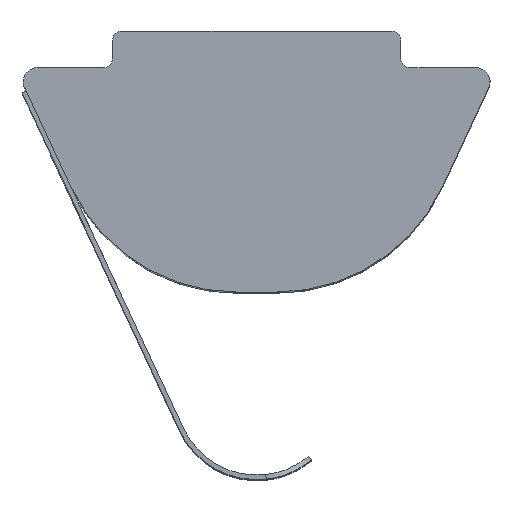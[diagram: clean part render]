
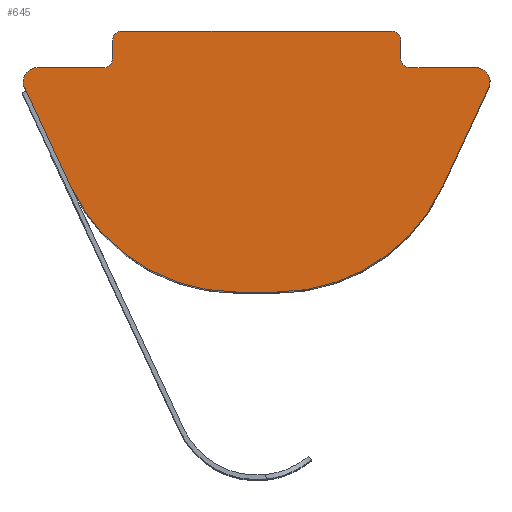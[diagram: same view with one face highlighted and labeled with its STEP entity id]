
A CAD part, top view. The second image highlights one B-rep face of the part: STEP entity #645.
In plain terms, the highlighted planar face has unit normal (0, 0, 1).
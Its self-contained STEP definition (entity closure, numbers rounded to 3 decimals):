
#7 = CARTESIAN_POINT ( 'NONE',  ( -3.15, -0.2, 8. ) ) ;
#9 = ORIENTED_EDGE ( 'NONE', *, *, #1462, .T. ) ;
#10 = CARTESIAN_POINT ( 'NONE',  ( -3.35, -0.8, 8. ) ) ;
#16 = CARTESIAN_POINT ( 'NONE',  ( 2.95, 0., 8. ) ) ;
#21 = DIRECTION ( 'NONE',  ( 1., 0., 0. ) ) ;
#34 = LINE ( 'NONE', #720, #942 ) ;
#35 = VERTEX_POINT ( 'NONE', #728 ) ;
#36 = LINE ( 'NONE', #617, #648 ) ;
#48 = CARTESIAN_POINT ( 'NONE',  ( 5.072, -1.227, 8. ) ) ;
#62 = CARTESIAN_POINT ( 'NONE',  ( -4.063, -3.39, 8. ) ) ;
#71 = EDGE_CURVE ( 'NONE', #79, #350, #34, .T. ) ;
#79 = VERTEX_POINT ( 'NONE', #381 ) ;
#86 = ORIENTED_EDGE ( 'NONE', *, *, #314, .T. ) ;
#93 = DIRECTION ( 'NONE',  ( 0., 0., 1. ) ) ;
#102 = DIRECTION ( 'NONE',  ( 1., 0., 0. ) ) ;
#105 = AXIS2_PLACEMENT_3D ( 'NONE', #905, #1392, #102 ) ;
#109 = CARTESIAN_POINT ( 'NONE',  ( -3.15, -0.6, 8. ) ) ;
#126 = ORIENTED_EDGE ( 'NONE', *, *, #699, .T. ) ;
#130 = DIRECTION ( 'NONE',  ( 0., 0., 1. ) ) ;
#137 = CIRCLE ( 'NONE', #1193, 0.2 ) ;
#175 = EDGE_CURVE ( 'NONE', #1037, #1369, #463, .T. ) ;
#176 = CARTESIAN_POINT ( 'NONE',  ( 3.15, -0.8, 8. ) ) ;
#196 = CARTESIAN_POINT ( 'NONE',  ( -5.072, -1.227, 8. ) ) ;
#202 = EDGE_CURVE ( 'NONE', #1094, #263, #759, .T. ) ;
#215 = CARTESIAN_POINT ( 'NONE',  ( 4.8, -1.1, 8. ) ) ;
#220 = DIRECTION ( 'NONE',  ( 1., 0., 0. ) ) ;
#225 = CARTESIAN_POINT ( 'NONE',  ( -0.438, -5.7, 8. ) ) ;
#231 = ORIENTED_EDGE ( 'NONE', *, *, #1377, .T. ) ;
#246 = ORIENTED_EDGE ( 'NONE', *, *, #515, .T. ) ;
#263 = VERTEX_POINT ( 'NONE', #684 ) ;
#278 = ORIENTED_EDGE ( 'NONE', *, *, #202, .T. ) ;
#283 = AXIS2_PLACEMENT_3D ( 'NONE', #1429, #844, #1397 ) ;
#291 = CARTESIAN_POINT ( 'NONE',  ( -5.072, -1.227, 8. ) ) ;
#295 = VERTEX_POINT ( 'NONE', #943 ) ;
#297 = CIRCLE ( 'NONE', #682, 0.2 ) ;
#306 = VECTOR ( 'NONE', #1034, 1000. ) ;
#314 = EDGE_CURVE ( 'NONE', #474, #1037, #1444, .T. ) ;
#325 = FACE_OUTER_BOUND ( 'NONE', #1323, .T. ) ;
#337 = ORIENTED_EDGE ( 'NONE', *, *, #1361, .T. ) ;
#350 = VERTEX_POINT ( 'NONE', #368 ) ;
#351 = DIRECTION ( 'NONE',  ( -1., 0., 0. ) ) ;
#368 = CARTESIAN_POINT ( 'NONE',  ( 3.15, -0.2, 8. ) ) ;
#380 = EDGE_CURVE ( 'NONE', #263, #79, #297, .T. ) ;
#381 = CARTESIAN_POINT ( 'NONE',  ( 3.15, -0.6, 8. ) ) ;
#399 = CARTESIAN_POINT ( 'NONE',  ( 3.35, -0.6, 8. ) ) ;
#415 = AXIS2_PLACEMENT_3D ( 'NONE', #925, #1280, #1521 ) ;
#426 = DIRECTION ( 'NONE',  ( 0., 0., 1. ) ) ;
#428 = PLANE ( 'NONE',  #105 ) ;
#431 = CIRCLE ( 'NONE', #681, 0.2 ) ;
#463 = CIRCLE ( 'NONE', #587, 4. ) ;
#474 = VERTEX_POINT ( 'NONE', #225 ) ;
#514 = VERTEX_POINT ( 'NONE', #697 ) ;
#515 = EDGE_CURVE ( 'NONE', #776, #514, #1172, .T. ) ;
#528 = CIRCLE ( 'NONE', #415, 0.3 ) ;
#541 = VERTEX_POINT ( 'NONE', #10 ) ;
#553 = CARTESIAN_POINT ( 'NONE',  ( -3.15, -0.8, 8. ) ) ;
#555 = CARTESIAN_POINT ( 'NONE',  ( -0.438, -1.7, 8. ) ) ;
#587 = AXIS2_PLACEMENT_3D ( 'NONE', #1111, #426, #1220 ) ;
#605 = DIRECTION ( 'NONE',  ( 0.423, -0.906, 0. ) ) ;
#617 = CARTESIAN_POINT ( 'NONE',  ( -3.15, 0., 8. ) ) ;
#618 = AXIS2_PLACEMENT_3D ( 'NONE', #1512, #1158, #827 ) ;
#629 = VECTOR ( 'NONE', #351, 1000. ) ;
#630 = EDGE_CURVE ( 'NONE', #295, #1094, #638, .T. ) ;
#638 = CIRCLE ( 'NONE', #913, 0.3 ) ;
#645 = ADVANCED_FACE ( 'NONE', ( #325 ), #428, .T. ) ;
#648 = VECTOR ( 'NONE', #956, 1000. ) ;
#649 = LINE ( 'NONE', #553, #306 ) ;
#677 = DIRECTION ( 'NONE',  ( -1., 0., 0. ) ) ;
#681 = AXIS2_PLACEMENT_3D ( 'NONE', #856, #863, #985 ) ;
#682 = AXIS2_PLACEMENT_3D ( 'NONE', #399, #1209, #21 ) ;
#684 = CARTESIAN_POINT ( 'NONE',  ( 3.35, -0.8, 8. ) ) ;
#689 = ORIENTED_EDGE ( 'NONE', *, *, #1197, .T. ) ;
#694 = VECTOR ( 'NONE', #605, 1000. ) ;
#697 = CARTESIAN_POINT ( 'NONE',  ( -2.95, 0., 8. ) ) ;
#699 = EDGE_CURVE ( 'NONE', #950, #474, #1358, .T. ) ;
#704 = VERTEX_POINT ( 'NONE', #109 ) ;
#720 = CARTESIAN_POINT ( 'NONE',  ( 3.15, 0., 8. ) ) ;
#722 = ORIENTED_EDGE ( 'NONE', *, *, #175, .T. ) ;
#726 = DIRECTION ( 'NONE',  ( 0.423, 0.906, 0. ) ) ;
#728 = CARTESIAN_POINT ( 'NONE',  ( -4.8, -0.8, 8. ) ) ;
#732 = LINE ( 'NONE', #291, #694 ) ;
#735 = EDGE_CURVE ( 'NONE', #35, #775, #528, .T. ) ;
#745 = CIRCLE ( 'NONE', #618, 0.2 ) ;
#756 = CARTESIAN_POINT ( 'NONE',  ( 4.063, -3.39, 8. ) ) ;
#759 = LINE ( 'NONE', #176, #1436 ) ;
#775 = VERTEX_POINT ( 'NONE', #1288 ) ;
#776 = VERTEX_POINT ( 'NONE', #16 ) ;
#784 = CARTESIAN_POINT ( 'NONE',  ( 4.8, -0.8, 8. ) ) ;
#787 = ORIENTED_EDGE ( 'NONE', *, *, #630, .T. ) ;
#799 = DIRECTION ( 'NONE',  ( 0., 0., 1. ) ) ;
#825 = CARTESIAN_POINT ( 'NONE',  ( 3.15, 0., 8. ) ) ;
#827 = DIRECTION ( 'NONE',  ( 1., 0., 0. ) ) ;
#843 = DIRECTION ( 'NONE',  ( 1., 0., 0. ) ) ;
#844 = DIRECTION ( 'NONE',  ( 0., 0., 1. ) ) ;
#856 = CARTESIAN_POINT ( 'NONE',  ( -3.35, -0.6, 8. ) ) ;
#863 = DIRECTION ( 'NONE',  ( 0., 0., -1. ) ) ;
#894 = CARTESIAN_POINT ( 'NONE',  ( 0.438, -5.7, 8. ) ) ;
#905 = CARTESIAN_POINT ( 'NONE',  ( -4.8, -1.1, 8. ) ) ;
#913 = AXIS2_PLACEMENT_3D ( 'NONE', #215, #799, #677 ) ;
#925 = CARTESIAN_POINT ( 'NONE',  ( -4.8, -1.1, 8. ) ) ;
#942 = VECTOR ( 'NONE', #1213, 1000. ) ;
#943 = CARTESIAN_POINT ( 'NONE',  ( 5.072, -1.227, 8. ) ) ;
#950 = VERTEX_POINT ( 'NONE', #62 ) ;
#956 = DIRECTION ( 'NONE',  ( 0., -1., 0. ) ) ;
#980 = ORIENTED_EDGE ( 'NONE', *, *, #1251, .T. ) ;
#985 = DIRECTION ( 'NONE',  ( 1., 0., 0. ) ) ;
#996 = EDGE_CURVE ( 'NONE', #704, #541, #431, .T. ) ;
#1028 = DIRECTION ( 'NONE',  ( -1., 0., 0. ) ) ;
#1033 = AXIS2_PLACEMENT_3D ( 'NONE', #555, #93, #1028 ) ;
#1034 = DIRECTION ( 'NONE',  ( -1., 0., 0. ) ) ;
#1037 = VERTEX_POINT ( 'NONE', #894 ) ;
#1094 = VERTEX_POINT ( 'NONE', #784 ) ;
#1111 = CARTESIAN_POINT ( 'NONE',  ( 0.438, -1.7, 8. ) ) ;
#1116 = DIRECTION ( 'NONE',  ( -1., 0., 0. ) ) ;
#1122 = CIRCLE ( 'NONE', #283, 0.3 ) ;
#1139 = VERTEX_POINT ( 'NONE', #196 ) ;
#1155 = EDGE_CURVE ( 'NONE', #541, #35, #649, .T. ) ;
#1158 = DIRECTION ( 'NONE',  ( 0., 0., 1. ) ) ;
#1172 = LINE ( 'NONE', #825, #629 ) ;
#1185 = ORIENTED_EDGE ( 'NONE', *, *, #996, .T. ) ;
#1193 = AXIS2_PLACEMENT_3D ( 'NONE', #1309, #130, #220 ) ;
#1197 = EDGE_CURVE ( 'NONE', #775, #1139, #1122, .T. ) ;
#1209 = DIRECTION ( 'NONE',  ( 0., 0., -1. ) ) ;
#1213 = DIRECTION ( 'NONE',  ( 0., 1., 0. ) ) ;
#1220 = DIRECTION ( 'NONE',  ( 1., 0., 0. ) ) ;
#1237 = ORIENTED_EDGE ( 'NONE', *, *, #735, .T. ) ;
#1246 = VECTOR ( 'NONE', #726, 1000. ) ;
#1250 = VERTEX_POINT ( 'NONE', #7 ) ;
#1251 = EDGE_CURVE ( 'NONE', #514, #1250, #137, .T. ) ;
#1253 = EDGE_CURVE ( 'NONE', #350, #776, #745, .T. ) ;
#1268 = VECTOR ( 'NONE', #843, 1000. ) ;
#1280 = DIRECTION ( 'NONE',  ( 0., 0., 1. ) ) ;
#1288 = CARTESIAN_POINT ( 'NONE',  ( -5.1, -1.1, 8. ) ) ;
#1309 = CARTESIAN_POINT ( 'NONE',  ( -2.95, -0.2, 8. ) ) ;
#1323 = EDGE_LOOP ( 'NONE', ( #1329, #1433, #246, #980, #9, #1185, #1507, #1237, #689, #231, #126, #86, #722, #337, #787, #278, #1337 ) ) ;
#1327 = LINE ( 'NONE', #48, #1246 ) ;
#1329 = ORIENTED_EDGE ( 'NONE', *, *, #71, .T. ) ;
#1337 = ORIENTED_EDGE ( 'NONE', *, *, #380, .T. ) ;
#1358 = CIRCLE ( 'NONE', #1033, 4. ) ;
#1361 = EDGE_CURVE ( 'NONE', #1369, #295, #1327, .T. ) ;
#1369 = VERTEX_POINT ( 'NONE', #756 ) ;
#1377 = EDGE_CURVE ( 'NONE', #1139, #950, #732, .T. ) ;
#1392 = DIRECTION ( 'NONE',  ( 0., 0., 1. ) ) ;
#1397 = DIRECTION ( 'NONE',  ( 1., 0., 0. ) ) ;
#1428 = CARTESIAN_POINT ( 'NONE',  ( -0.438, -5.7, 8. ) ) ;
#1429 = CARTESIAN_POINT ( 'NONE',  ( -4.8, -1.1, 8. ) ) ;
#1433 = ORIENTED_EDGE ( 'NONE', *, *, #1253, .T. ) ;
#1436 = VECTOR ( 'NONE', #1116, 1000. ) ;
#1444 = LINE ( 'NONE', #1428, #1268 ) ;
#1462 = EDGE_CURVE ( 'NONE', #1250, #704, #36, .T. ) ;
#1507 = ORIENTED_EDGE ( 'NONE', *, *, #1155, .T. ) ;
#1512 = CARTESIAN_POINT ( 'NONE',  ( 2.95, -0.2, 8. ) ) ;
#1521 = DIRECTION ( 'NONE',  ( 1., 0., 0. ) ) ;
